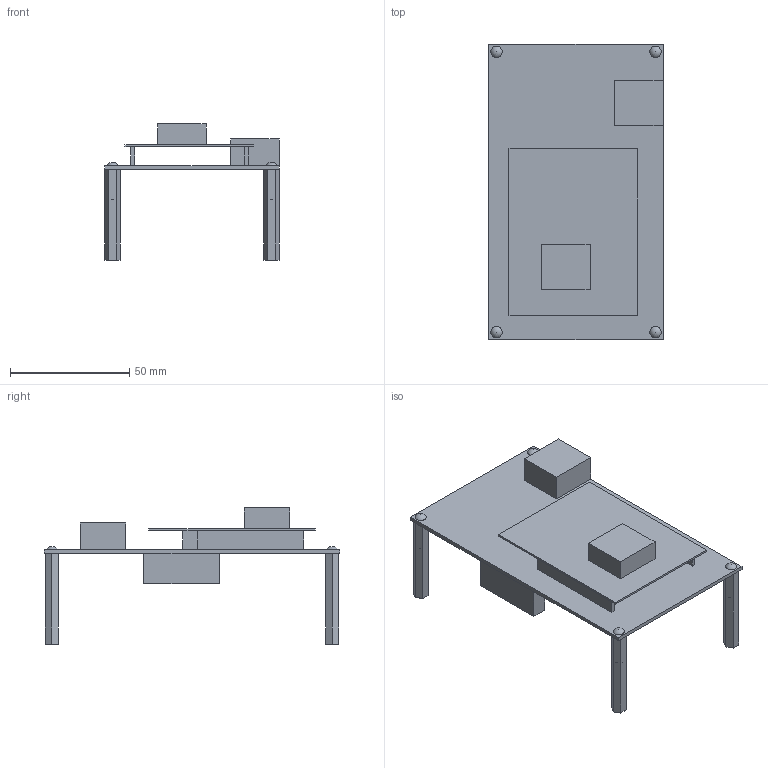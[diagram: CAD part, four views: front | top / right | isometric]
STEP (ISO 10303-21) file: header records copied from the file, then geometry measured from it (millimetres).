
FILE_DESCRIPTION(('FreeCAD Model'),'2;1');
FILE_NAME( 'Galileo_Motor_Shield.step', '2016-02-12T19:29:55',('FreeCAD'),('FreeCAD'), 'Open CASCADE STEP processor 6.7','FreeCAD','Unknown');
FILE_SCHEMA(('AUTOMOTIVE_DESIGN_CC2 { 1 2 10303 214 -1 1 5 4 }'));
Length unit declared in the file: millimetre
Products named in the file (1): Galileo_Motor_Shield
Bounding box: 73.03 x 123.83 x 57.16 mm (x, y, z)
Volume: 31000.7 mm3; surface area: 36221.4 mm2
Topology: 1 solids, 1 shells, 117 faces, 297 edges, 196 vertices
Faces by surface type: plane 101, cylinder 12, sphere 4
Full cylindrical faces by diameter (mm): 4.763 x8, 4.8 x4
Entity records: 8700 total; most frequent: CARTESIAN_POINT 1243, DIRECTION 1141, LINE 737, VECTOR 737, ORIENTED_EDGE 586, PCURVE 586, DEFINITIONAL_REPRESENTATION 586, EDGE_CURVE 293
